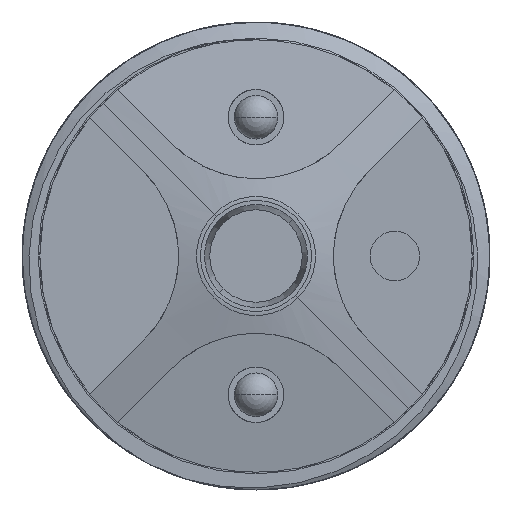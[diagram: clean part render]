
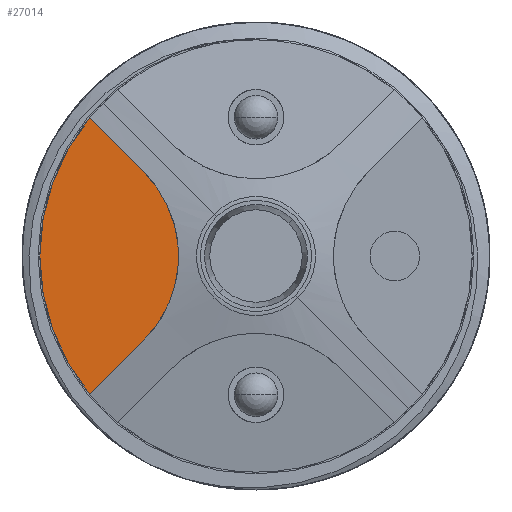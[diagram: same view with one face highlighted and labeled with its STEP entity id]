
A CAD part, left-side view. The second image highlights one B-rep face of the part: STEP entity #27014.
In plain terms, the highlighted face is planar.
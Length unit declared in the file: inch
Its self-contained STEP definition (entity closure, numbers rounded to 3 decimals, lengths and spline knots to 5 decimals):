
#25585=CARTESIAN_POINT('',(0.,0.,0.08));
#25586=DIRECTION('',(0.,0.,1.));
#25587=DIRECTION('',(0.092,-0.996,0.));
#25588=AXIS2_PLACEMENT_3D('',#25585,#25586,#25587);
#25590=DIRECTION('',(0.,1.,0.));
#25591=VECTOR('',#25590,0.1927);
#25592=CARTESIAN_POINT('',(0.05,-0.5427,0.08));
#25593=LINE('',#25592,#25591);
#25594=CARTESIAN_POINT('',(0.35,-0.35,0.08));
#25595=DIRECTION('',(0.,0.,-1.));
#25596=DIRECTION('',(-1.,0.,0.));
#25597=AXIS2_PLACEMENT_3D('',#25594,#25595,#25596);
#25599=DIRECTION('',(1.,0.,0.));
#25600=VECTOR('',#25599,0.1927);
#25601=CARTESIAN_POINT('',(0.35,-0.05,0.08));
#25602=LINE('',#25601,#25600);
#26432=CARTESIAN_POINT('',(0.05,-0.35,0.08));
#26433=CARTESIAN_POINT('',(0.35,-0.05,0.08));
#26434=VERTEX_POINT('',#26432);
#26435=VERTEX_POINT('',#26433);
#26436=CARTESIAN_POINT('',(0.05,-0.5427,0.08));
#26437=CARTESIAN_POINT('',(0.5427,-0.05,0.08));
#26438=VERTEX_POINT('',#26436);
#26439=VERTEX_POINT('',#26437);
#27001=CARTESIAN_POINT('',(0.,0.,0.08));
#27002=DIRECTION('',(0.,0.,-1.));
#27003=DIRECTION('',(0.707,0.707,0.));
#27004=AXIS2_PLACEMENT_3D('',#27001,#27002,#27003);
#27005=PLANE('',#27004);
#27006=ORIENTED_EDGE('',*,*,#26733,.F.);
#27007=ORIENTED_EDGE('',*,*,#26993,.T.);
#27009=ORIENTED_EDGE('',*,*,#27008,.T.);
#27011=ORIENTED_EDGE('',*,*,#27010,.T.);
#27012=EDGE_LOOP('',(#27006,#27007,#27009,#27011));
#27013=FACE_OUTER_BOUND('',#27012,.F.);
#27014=ADVANCED_FACE('',(#27013),#27005,.F.);
#25589=CIRCLE('',#25588,0.545);
#25598=CIRCLE('',#25597,0.3);
#26733=EDGE_CURVE('',#26438,#26439,#25589,.T.);
#26993=EDGE_CURVE('',#26438,#26434,#25593,.T.);
#27008=EDGE_CURVE('',#26434,#26435,#25598,.T.);
#27010=EDGE_CURVE('',#26435,#26439,#25602,.T.);
